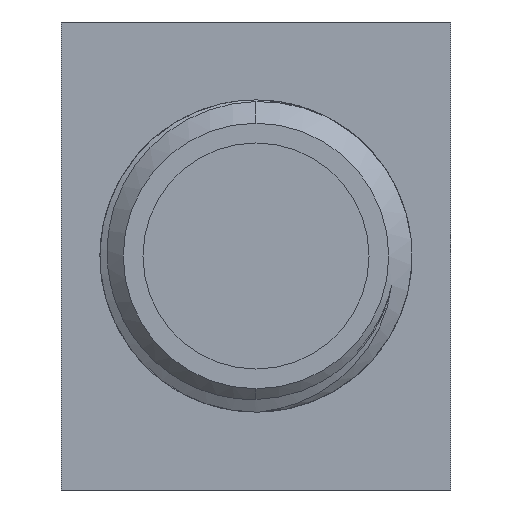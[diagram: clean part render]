
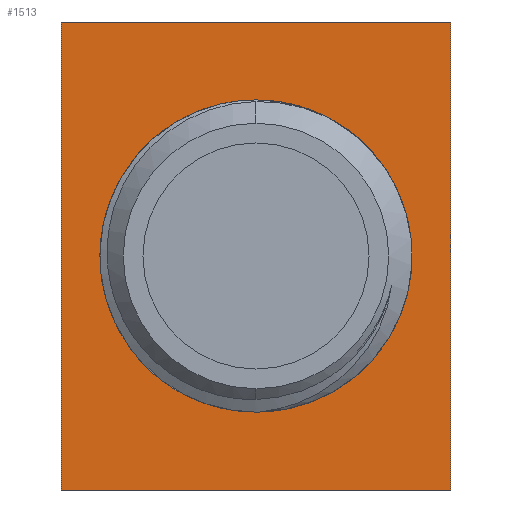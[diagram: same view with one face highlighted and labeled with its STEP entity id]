
A CAD part, left-side view. The second image highlights one B-rep face of the part: STEP entity #1513.
In plain terms, the highlighted planar face has unit normal (-1, 0, 0).
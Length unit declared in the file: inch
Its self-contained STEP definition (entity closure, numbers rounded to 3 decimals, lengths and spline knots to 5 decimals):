
#27 = CARTESIAN_POINT ( 'NONE',  ( 0.31024, -0.15591, 0.1874 ) ) ;
#55 = PLANE ( 'NONE',  #180 ) ;
#98 = CIRCLE ( 'NONE', #2015, 0.1063 ) ;
#180 = AXIS2_PLACEMENT_3D ( 'NONE', #1002, #1217, #2254 ) ;
#194 = CARTESIAN_POINT ( 'NONE',  ( 0.31024, 0.15591, 0.1874 ) ) ;
#196 = VERTEX_POINT ( 'NONE', #1396 ) ;
#257 = CARTESIAN_POINT ( 'NONE',  ( 0.31024, 0., 0. ) ) ;
#369 = VERTEX_POINT ( 'NONE', #986 ) ;
#406 = ORIENTED_EDGE ( 'NONE', *, *, #492, .T. ) ;
#463 = VERTEX_POINT ( 'NONE', #1813 ) ;
#492 = EDGE_CURVE ( 'NONE', #369, #494, #2066, .T. ) ;
#494 = VERTEX_POINT ( 'NONE', #898 ) ;
#576 = DIRECTION ( 'NONE',  ( 0., 0., -1. ) ) ;
#592 = CARTESIAN_POINT ( 'NONE',  ( 0.31024, 0.15591, 0.1874 ) ) ;
#653 = ORIENTED_EDGE ( 'NONE', *, *, #1533, .T. ) ;
#719 = LINE ( 'NONE', #592, #1849 ) ;
#846 = DIRECTION ( 'NONE',  ( 0., 0., -1. ) ) ;
#897 = EDGE_LOOP ( 'NONE', ( #406, #1556, #2440, #653 ) ) ;
#898 = CARTESIAN_POINT ( 'NONE',  ( 0.31024, -0.15591, -0.1874 ) ) ;
#986 = CARTESIAN_POINT ( 'NONE',  ( 0.31024, 0.15591, -0.1874 ) ) ;
#1002 = CARTESIAN_POINT ( 'NONE',  ( 0.31024, 0., 0. ) ) ;
#1024 = VECTOR ( 'NONE', #1063, 39.37008 ) ;
#1063 = DIRECTION ( 'NONE',  ( 0., -1., 0. ) ) ;
#1118 = CIRCLE ( 'NONE', #2611, 0.1063 ) ;
#1129 = CARTESIAN_POINT ( 'NONE',  ( 0.31024, 0., -0.1063 ) ) ;
#1217 = DIRECTION ( 'NONE',  ( -1., 0., 0. ) ) ;
#1236 = EDGE_CURVE ( 'NONE', #1809, #463, #98, .T. ) ;
#1265 = LINE ( 'NONE', #194, #1684 ) ;
#1363 = EDGE_CURVE ( 'NONE', #196, #1596, #719, .T. ) ;
#1396 = CARTESIAN_POINT ( 'NONE',  ( 0.31024, -0.15591, 0.1874 ) ) ;
#1513 = ADVANCED_FACE ( 'NONE', ( #1887, #2029 ), #55, .T. ) ;
#1533 = EDGE_CURVE ( 'NONE', #1596, #369, #1265, .T. ) ;
#1556 = ORIENTED_EDGE ( 'NONE', *, *, #2508, .T. ) ;
#1596 = VERTEX_POINT ( 'NONE', #2074 ) ;
#1605 = DIRECTION ( 'NONE',  ( 1., 0., 0. ) ) ;
#1653 = ORIENTED_EDGE ( 'NONE', *, *, #2140, .T. ) ;
#1684 = VECTOR ( 'NONE', #846, 39.37008 ) ;
#1701 = LINE ( 'NONE', #27, #1983 ) ;
#1809 = VERTEX_POINT ( 'NONE', #1129 ) ;
#1813 = CARTESIAN_POINT ( 'NONE',  ( 0.31024, 0., 0.1063 ) ) ;
#1849 = VECTOR ( 'NONE', #2566, 39.37008 ) ;
#1867 = DIRECTION ( 'NONE',  ( 0., 0., -1. ) ) ;
#1887 = FACE_BOUND ( 'NONE', #2231, .T. ) ;
#1895 = CARTESIAN_POINT ( 'NONE',  ( 0.31024, 0., -0.1874 ) ) ;
#1983 = VECTOR ( 'NONE', #2055, 39.37008 ) ;
#2015 = AXIS2_PLACEMENT_3D ( 'NONE', #257, #2094, #1867 ) ;
#2029 = FACE_OUTER_BOUND ( 'NONE', #897, .T. ) ;
#2055 = DIRECTION ( 'NONE',  ( 0., 0., 1. ) ) ;
#2066 = LINE ( 'NONE', #1895, #1024 ) ;
#2074 = CARTESIAN_POINT ( 'NONE',  ( 0.31024, 0.15591, 0.1874 ) ) ;
#2094 = DIRECTION ( 'NONE',  ( 1., 0., 0. ) ) ;
#2140 = EDGE_CURVE ( 'NONE', #463, #1809, #1118, .T. ) ;
#2143 = ORIENTED_EDGE ( 'NONE', *, *, #1236, .T. ) ;
#2231 = EDGE_LOOP ( 'NONE', ( #1653, #2143 ) ) ;
#2254 = DIRECTION ( 'NONE',  ( 0., 0., 1. ) ) ;
#2440 = ORIENTED_EDGE ( 'NONE', *, *, #1363, .T. ) ;
#2508 = EDGE_CURVE ( 'NONE', #494, #196, #1701, .T. ) ;
#2566 = DIRECTION ( 'NONE',  ( 0., 1., 0. ) ) ;
#2573 = CARTESIAN_POINT ( 'NONE',  ( 0.31024, 0., 0. ) ) ;
#2611 = AXIS2_PLACEMENT_3D ( 'NONE', #2573, #1605, #576 ) ;
